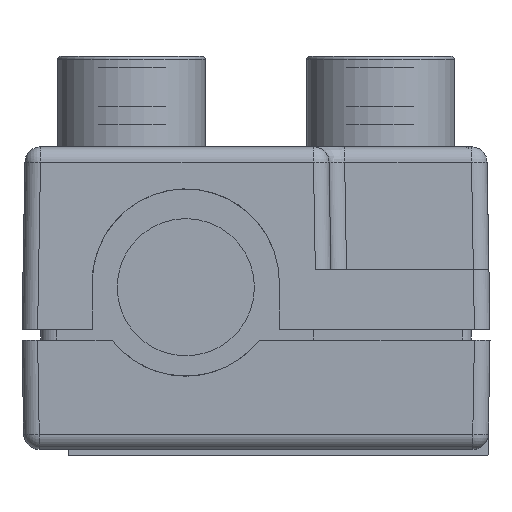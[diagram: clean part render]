
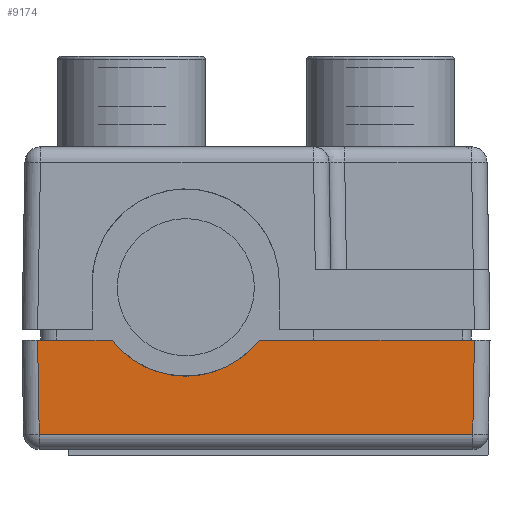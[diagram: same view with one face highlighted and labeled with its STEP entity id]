
A CAD part, left-side view. The second image highlights one B-rep face of the part: STEP entity #9174.
In plain terms, the highlighted face is planar.
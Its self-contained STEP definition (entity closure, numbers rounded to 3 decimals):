
#393=PLANE($,#9824);
#723=ELLIPSE($,#9825,6.001,6.);
#770=LINE($,#13590,#1611);
#881=LINE($,#13869,#1722);
#882=LINE($,#13871,#1723);
#883=LINE($,#13873,#1724);
#884=LINE($,#13876,#1725);
#1611=VECTOR($,#10807,6.019);
#1722=VECTOR($,#11042,27.79);
#1723=VECTOR($,#11043,6.019);
#1724=VECTOR($,#11044,13.777);
#1725=VECTOR($,#11047,4.777);
#2621=FACE_OUTER_BOUND($,#3222,.T.);
#3222=EDGE_LOOP($,(#6731,#6732,#6733,#6734,#6735,#6736));
#4381=VERTEX_POINT($,#13461);
#4405=VERTEX_POINT($,#13518);
#4433=VERTEX_POINT($,#13589);
#4533=VERTEX_POINT($,#13870);
#4534=VERTEX_POINT($,#13872);
#4535=VERTEX_POINT($,#13874);
#5322=EDGE_CURVE($,#4405,#4433,#770,.T.);
#5460=EDGE_CURVE($,#4381,#4405,#881,.T.);
#5461=EDGE_CURVE($,#4533,#4381,#882,.T.);
#5462=EDGE_CURVE($,#4534,#4533,#883,.T.);
#5463=EDGE_CURVE($,#4535,#4534,#723,.T.);
#5464=EDGE_CURVE($,#4433,#4535,#884,.T.);
#6731=ORIENTED_EDGE($,*,*,#5460,.F.);
#6732=ORIENTED_EDGE($,*,*,#5461,.F.);
#6733=ORIENTED_EDGE($,*,*,#5462,.F.);
#6734=ORIENTED_EDGE($,*,*,#5463,.F.);
#6735=ORIENTED_EDGE($,*,*,#5464,.F.);
#6736=ORIENTED_EDGE($,*,*,#5322,.F.);
#9174=ADVANCED_FACE($,(#2621),#393,.T.);
#9824=AXIS2_PLACEMENT_3D($,#13868,#11040,#11041);
#9825=AXIS2_PLACEMENT_3D($,#13875,#11045,#11046);
#10807=DIRECTION($,(0.017,-0.017,1.));
#11040=DIRECTION('center_axis',(1.,0.,
-0.017));
#11041=DIRECTION('ref_axis',(0.,1.,0.));
#11042=DIRECTION($,(0.,-1.,0.));
#11043=DIRECTION($,(-0.017,-0.017,-1.));
#11044=DIRECTION($,(0.,1.,0.));
#11045=DIRECTION('center_axis',(1.,0.,
-0.017));
#11046=DIRECTION('ref_axis',(0.017,0.,1.));
#11047=DIRECTION($,(0.,1.,0.));
#13461=CARTESIAN_POINT('',(70.395,11.895,-5.217));
#13518=CARTESIAN_POINT('',(70.395,-15.895,-5.217));
#13589=CARTESIAN_POINT('',(70.5,-16.,0.8));
#13590=CARTESIAN_POINT($,(70.471,-15.972,-0.837));
#13868=CARTESIAN_POINT('Origin',(70.466,-46.37,-1.159));
#13869=CARTESIAN_POINT($,(70.395,11.425,-5.217));
#13870=CARTESIAN_POINT('',(70.5,12.,0.8));
#13871=CARTESIAN_POINT($,(70.471,11.972,-0.837));
#13872=CARTESIAN_POINT('',(70.5,-1.777,0.8));
#13873=CARTESIAN_POINT($,(70.5,-5.,0.8));
#13874=CARTESIAN_POINT('',(70.5,-11.223,0.8));
#13875=CARTESIAN_POINT('Origin',(70.565,-6.5,4.5));
#13876=CARTESIAN_POINT($,(70.5,11.425,0.8));
